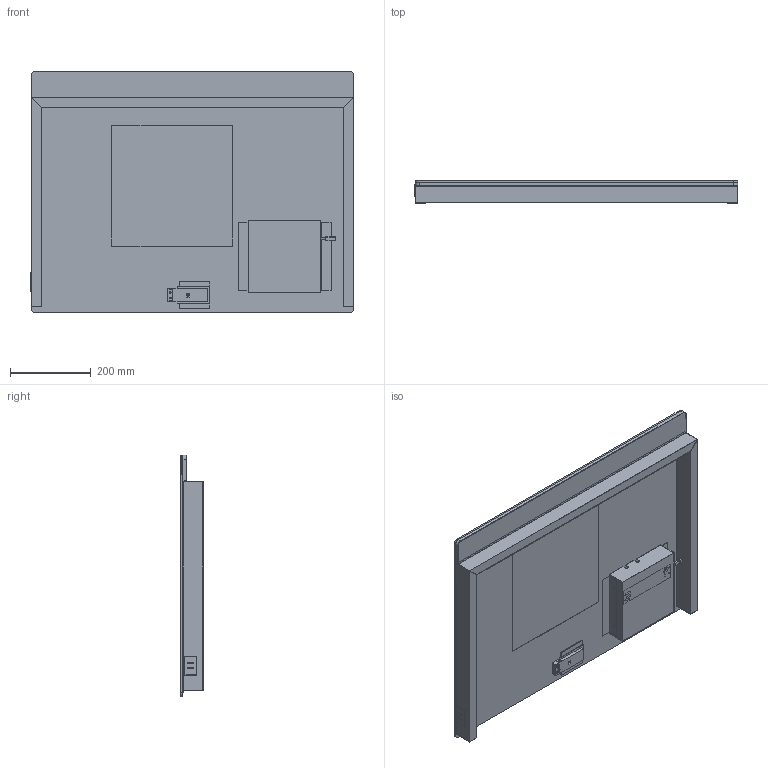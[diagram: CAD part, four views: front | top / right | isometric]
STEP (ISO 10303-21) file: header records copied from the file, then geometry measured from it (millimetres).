
FILE_DESCRIPTION((''),'2;1');
FILE_NAME('MLQ8060_ASM','2019-02-18T',('Administrator'),(''),'PRO/ENGINEER BY PARAMETRIC TECHNOLOGY CORPORATION, 2010480','PRO/ENGINEER BY PARAMETRIC TECHNOLOGY CORPORATION, 2010480','');
FILE_SCHEMA(('CONFIG_CONTROL_DESIGN'));
Length unit declared in the file: millimetre
Products named in the file (39): PRT0035; MANIFOLD_SOLID_BREP_987; MANIFOLD_SOLID_BREP_1279; ASM0009_ASM; PRT0036; PRT0037; PRT0038; PRT0039; PRT0040; PRT0041; MANIFOLD_SOLID_BREP_10385; MANIFOLD_SOLID_BREP_10609; ASM0011_ASM; PRT0042; MANIFOLD_SOLID_BREP_11734; MANIFOLD_SOLID_BREP_12390; ASM0012_ASM; ASM0010_ASM; PRT0043; PRT0044; MANIFOLD_SOLID_BREP_14133; MANIFOLD_SOLID_BREP_14497; ASM0013_ASM; PRT0045; PRT0046; PRT0047; PRT0048; PRT0049; PRT0050; PRT0051; PRT0052; PRT0053; PRT0054; PRT0055; PRT0056; ASM0014_ASM; PRT0057; MLQ8060_ASM_4_ASM; MLQ8060_ASM
Assembly tree (38 placements, depth 5):
  MLQ8060_ASM
    MLQ8060_ASM_4_ASM
      PRT0035
      ASM0009_ASM
        MANIFOLD_SOLID_BREP_987
        MANIFOLD_SOLID_BREP_1279
      PRT0036
      PRT0037
      PRT0038
      PRT0039
      ASM0010_ASM
        PRT0040
        PRT0041
        ASM0011_ASM
          MANIFOLD_SOLID_BREP_10385
          MANIFOLD_SOLID_BREP_10609
        PRT0042
        ASM0012_ASM
          MANIFOLD_SOLID_BREP_11734
          MANIFOLD_SOLID_BREP_12390
      PRT0043
      PRT0044
      ASM0013_ASM
        MANIFOLD_SOLID_BREP_14133
        MANIFOLD_SOLID_BREP_14497
      ASM0014_ASM
        PRT0045
        PRT0046
        PRT0047
        PRT0048
        PRT0049
        PRT0050
        PRT0051
        PRT0052
        PRT0053
        PRT0054
        PRT0055
        PRT0056
      PRT0057
Bounding box: 802 x 55 x 600 mm (x, y, z)
Volume: 3458381.9 mm3; surface area: 2130690 mm2
Topology: 31 solids, 31 shells, 1028 faces, 2472 edges, 1615 vertices
Faces by surface type: plane 632, cylinder 370, torus 18, cone 4, sphere 4
Entity records: 31010 total; most frequent: DIRECTION 5522, CARTESIAN_POINT 5310, ORIENTED_EDGE 4928, EDGE_CURVE 2464, AXIS2_PLACEMENT_3D 1933, VECTOR 1656, LINE 1656, VERTEX_POINT 1615
